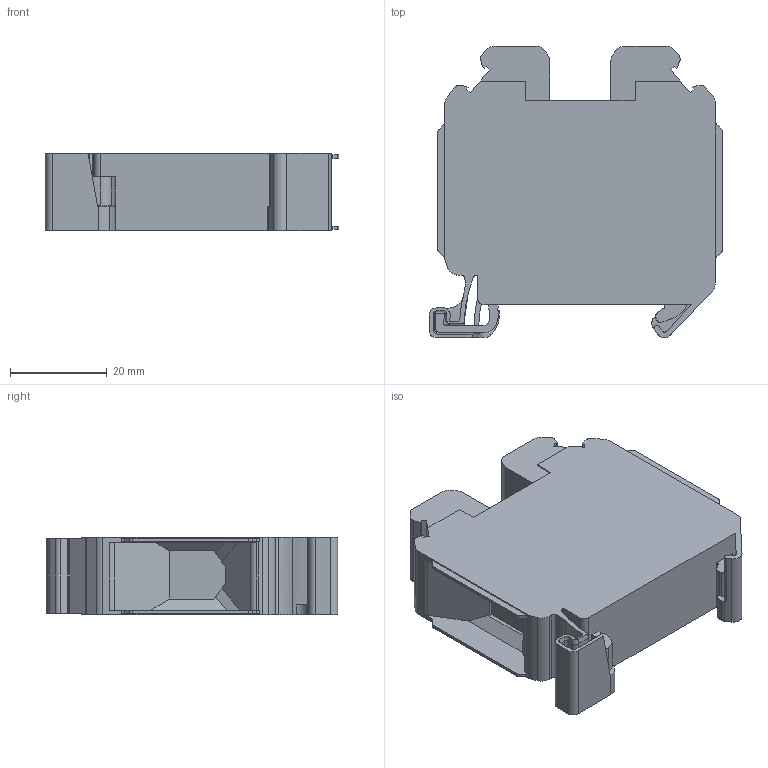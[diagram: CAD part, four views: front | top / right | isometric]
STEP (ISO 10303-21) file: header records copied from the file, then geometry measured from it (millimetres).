
FILE_DESCRIPTION((''),'2;1');
FILE_NAME('TK35-PE','2024-07-26T',('sheji99'),(''),'PRO/ENGINEER BY PARAMETRIC TECHNOLOGY CORPORATION, 2009280','PRO/ENGINEER BY PARAMETRIC TECHNOLOGY CORPORATION, 2009280','');
FILE_SCHEMA(('AUTOMOTIVE_DESIGN { 1 0 10303 214 1 1 1 1 }'));
Length unit declared in the file: millimetre
Products named in the file (1): TK35-PE
Bounding box: 60.75 x 60.3 x 16 mm (x, y, z)
Volume: 37482.1 mm3; surface area: 13699.7 mm2
Topology: 1 solids, 1 shells, 402 faces, 1221 edges, 825 vertices
Faces by surface type: plane 252, cylinder 130, cone 12, torus 8
Entity records: 16777 total; most frequent: CARTESIAN_POINT 2671, ORIENTED_EDGE 2442, DIRECTION 2350, EDGE_CURVE 1221, VECTOR 846, LINE 846, VERTEX_POINT 825, AXIS2_PLACEMENT_3D 752
